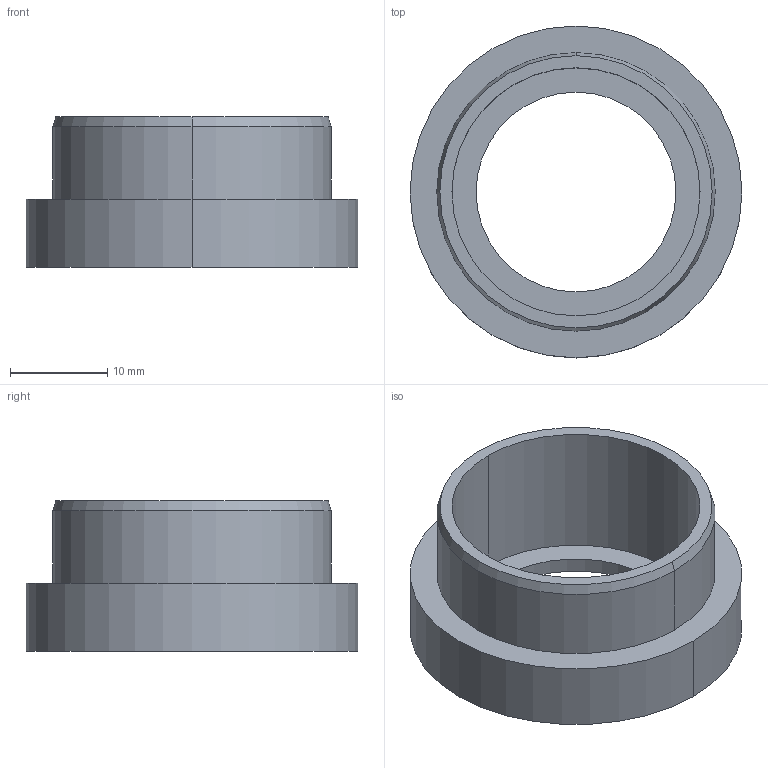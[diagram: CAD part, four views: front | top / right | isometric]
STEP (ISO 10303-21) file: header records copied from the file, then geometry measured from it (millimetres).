
FILE_DESCRIPTION((''),'2;1');
FILE_NAME('16_TL-S_PRT','2002-10-15T',('ta29392'),(''),'PRO/ENGINEER BY PARAMETRIC TECHNOLOGY CORPORATION, 2002220','PRO/ENGINEER BY PARAMETRIC TECHNOLOGY CORPORATION, 2002220','');
FILE_SCHEMA(('CONFIG_CONTROL_DESIGN'));
Length unit declared in the file: inch
Products named in the file (1): 16_TL-S_PRT
Bounding box: 34.21 x 34.21 x 15.49 mm (x, y, z)
Volume: 4233.8 mm3; surface area: 3886.9 mm2
Topology: 1 solids, 1 shells, 14 faces, 28 edges, 18 vertices
Faces by surface type: cylinder 8, plane 4, cone 2
Entity records: 418 total; most frequent: DIRECTION 74, CARTESIAN_POINT 60, ORIENTED_EDGE 56, AXIS2_PLACEMENT_3D 32, EDGE_CURVE 28, VERTEX_POINT 18, EDGE_LOOP 18, CIRCLE 18
